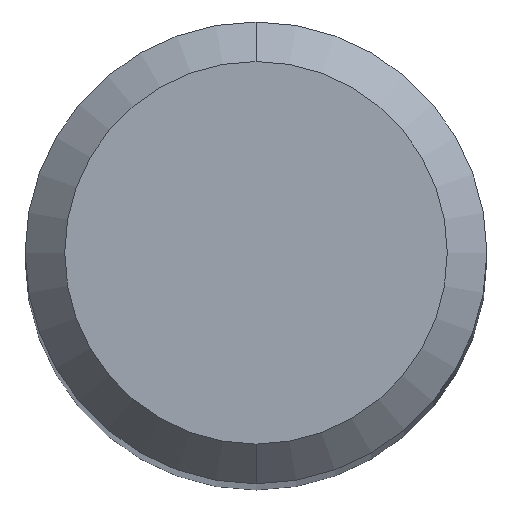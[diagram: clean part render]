
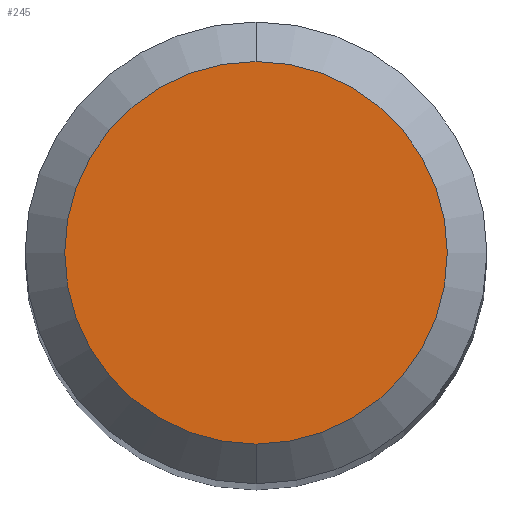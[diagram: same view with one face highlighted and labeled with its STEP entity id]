
A CAD part, top view. The second image highlights one B-rep face of the part: STEP entity #245.
In plain terms, the highlighted planar face has unit normal (0, 0, 1).
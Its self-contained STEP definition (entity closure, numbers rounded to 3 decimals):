
#165=VERTEX_POINT('',#386);
#193=EDGE_CURVE('',#165,#229,#415,.T.);
#227=EDGE_CURVE('',#229,#165,#455,.T.);
#229=VERTEX_POINT('',#457);
#245=ADVANCED_FACE('',(#475),#476,.T.);
#386=CARTESIAN_POINT('',(0.0,1.45,0.));
#415=CIRCLE('',#668,1.45);
#455=CIRCLE('',#725,1.45);
#457=CARTESIAN_POINT('',(0.,-1.45,0.));
#475=FACE_OUTER_BOUND('',#751,.T.);
#476=PLANE('',#752);
#668=AXIS2_PLACEMENT_3D('',#941,#942,#943);
#725=AXIS2_PLACEMENT_3D('',#989,#990,#991);
#751=EDGE_LOOP('',(#1022,#1023));
#752=AXIS2_PLACEMENT_3D('',#1024,#1025,#1026);
#941=CARTESIAN_POINT('',(0.0,0.0,0.));
#942=DIRECTION('',(0.0,0.0,-1.0));
#943=DIRECTION('',(0.0,1.0,0.0));
#989=CARTESIAN_POINT('',(0.0,0.0,0.));
#990=DIRECTION('',(0.0,0.0,-1.0));
#991=DIRECTION('',(0.0,1.0,0.0));
#1022=ORIENTED_EDGE('',*,*,#193,.F.);
#1023=ORIENTED_EDGE('',*,*,#227,.F.);
#1024=CARTESIAN_POINT('',(0.0,0.725,0.));
#1025=DIRECTION('',(-0.0,0.0,1.0));
#1026=DIRECTION('',(0.0,-1.0,0.0));
